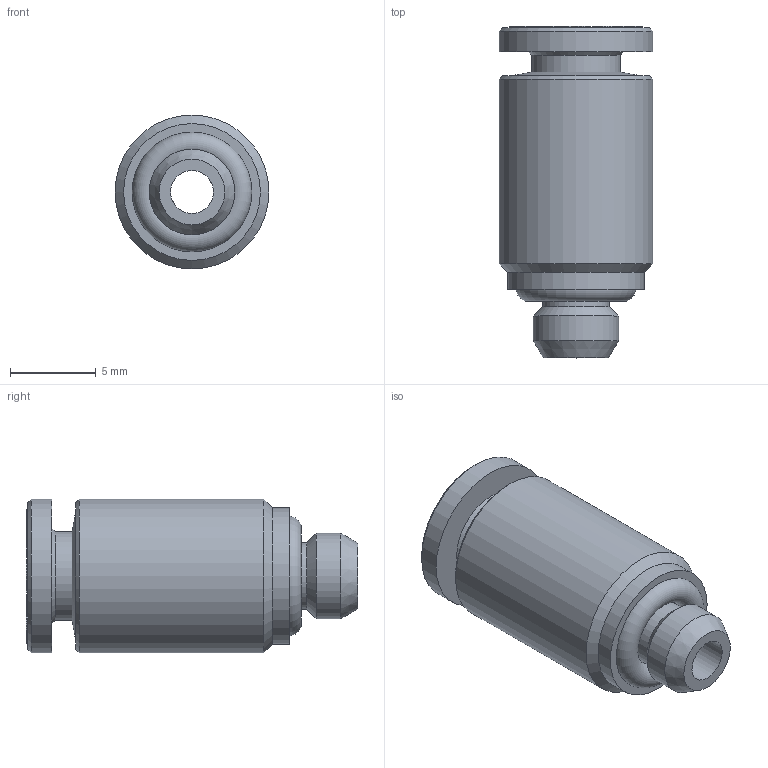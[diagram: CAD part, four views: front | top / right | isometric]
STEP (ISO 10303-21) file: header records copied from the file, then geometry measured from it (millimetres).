
FILE_DESCRIPTION( ( 'STEP AP214' ), '1' );
FILE_NAME( 'AP020010.stp', '2021-04-19T14:07:58', ( 'License CC BY-ND 4.0' ), ( 'CADENAS' ), ' ', 'PARTsolutions', ' ' );
FILE_SCHEMA( ( 'AUTOMOTIVE_DESIGN { 1 0 10303 214 1 1 1 1 }' ) );
Length unit declared in the file: millimetre
Products named in the file (2): AP020010; Rivoluzione2
Assembly tree (1 placements, depth 2):
  AP020010
    Rivoluzione2
Bounding box: 9 x 19.4 x 9 mm (x, y, z)
Volume: 763.8 mm3; surface area: 895.4 mm2
Topology: 1 solids, 1 shells, 201 faces, 515 edges, 338 vertices
Faces by surface type: plane 120, bspline 62, cone 10, cylinder 8, torus 1
Full cylindrical faces by diameter (mm): 2.5 x1, 3.9 x1, 4.15 x1, 5 x1, 5.2 x1, 8 x1, 9 x2
Entity records: 10866 total; most frequent: CARTESIAN_POINT 4851, ORIENTED_EDGE 984, DIRECTION 674, EDGE_CURVE 492, VERTEX_POINT 334, LINE 332, VECTOR 332, EDGE_LOOP 244
